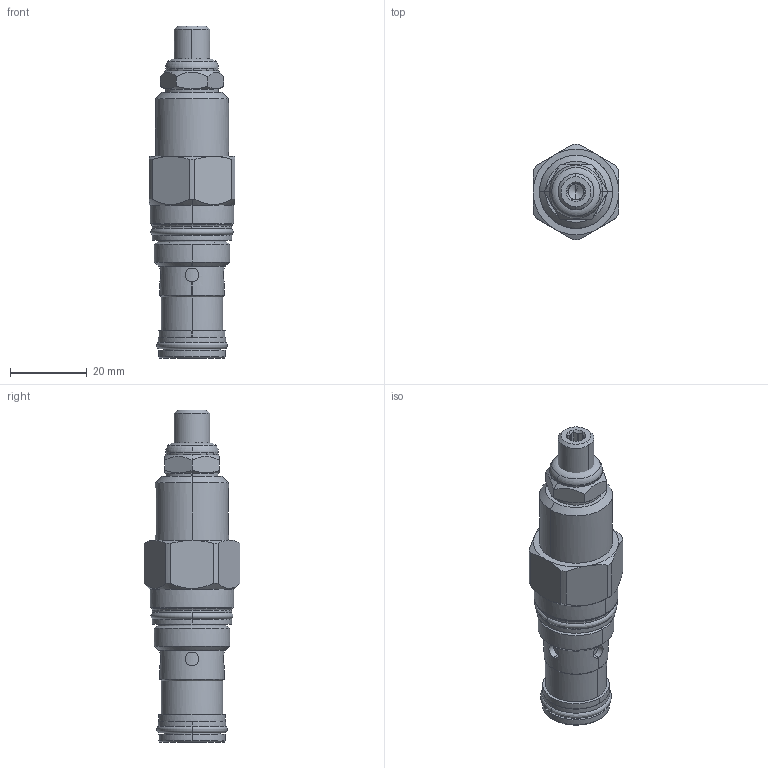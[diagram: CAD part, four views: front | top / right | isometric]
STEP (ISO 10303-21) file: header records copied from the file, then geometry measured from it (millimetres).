
FILE_DESCRIPTION((''),'2;1');
FILE_NAME('NCCCLCN_SW_PRT','2019-08-02T',('charlief'),(''),'PRO/ENGINEER BY PARAMETRIC TECHNOLOGY CORPORATION, 2016010','PRO/ENGINEER BY PARAMETRIC TECHNOLOGY CORPORATION, 2016010','');
FILE_SCHEMA(('CONFIG_CONTROL_DESIGN'));
Length unit declared in the file: inch
Products named in the file (1): NCCCLCN_SW_PRT
Bounding box: 22.23 x 24.84 x 86.26 mm (x, y, z)
Surface area: 8957 mm2 (no closed solid volume)
Topology: 0 solids, 0 shells, 205 faces, 934 edges, 920 vertices
Faces by surface type: bspline 187, torus 18
Entity records: 33230 total; most frequent: CARTESIAN_POINT 24970, DIRECTION 1326, TRIMMED_CURVE 1074, DEFINITIONAL_REPRESENTATION 908, PCURVE 908, COMPOSITE_CURVE_SEGMENT 908, VECTOR 858, LINE 858
